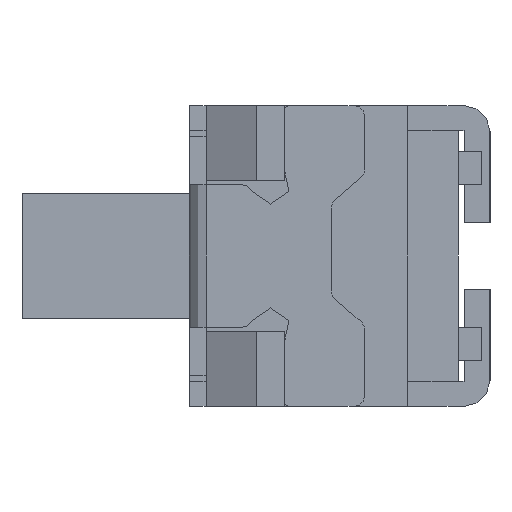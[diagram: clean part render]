
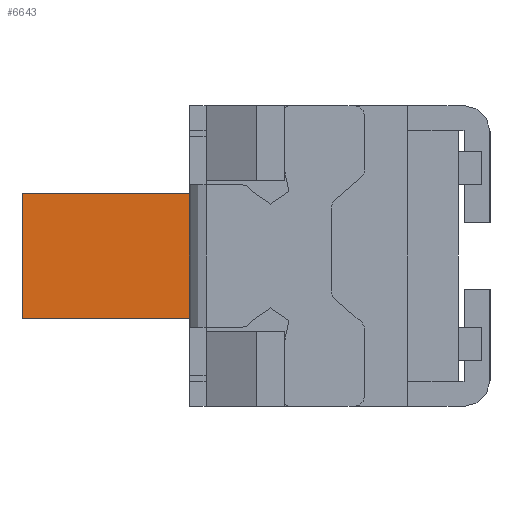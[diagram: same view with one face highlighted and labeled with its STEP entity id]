
A CAD part, left-side view. The second image highlights one B-rep face of the part: STEP entity #6643.
In plain terms, the highlighted planar face has unit normal (-1, 0, 0).
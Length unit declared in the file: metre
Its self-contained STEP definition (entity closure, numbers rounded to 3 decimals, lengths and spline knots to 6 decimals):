
#481=FACE_OUTER_BOUND('',#850,.T.);
#850=EDGE_LOOP('',(#4999,#5000,#5001,#5002));
#1561=LINE('',#10242,#2379);
#1562=LINE('',#10244,#2380);
#1563=LINE('',#10246,#2381);
#1564=LINE('',#10247,#2382);
#2379=VECTOR('',#8136,1.);
#2380=VECTOR('',#8137,1.);
#2381=VECTOR('',#8138,1.);
#2382=VECTOR('',#8139,1.);
#3150=VERTEX_POINT('',#10240);
#3151=VERTEX_POINT('',#10241);
#3152=VERTEX_POINT('',#10243);
#3153=VERTEX_POINT('',#10245);
#3876=EDGE_CURVE('',#3150,#3151,#1561,.T.);
#3877=EDGE_CURVE('',#3152,#3151,#1562,.T.);
#3878=EDGE_CURVE('',#3153,#3152,#1563,.T.);
#3879=EDGE_CURVE('',#3153,#3150,#1564,.T.);
#4999=ORIENTED_EDGE('',*,*,#3876,.T.);
#5000=ORIENTED_EDGE('',*,*,#3877,.F.);
#5001=ORIENTED_EDGE('',*,*,#3878,.F.);
#5002=ORIENTED_EDGE('',*,*,#3879,.T.);
#6341=PLANE('',#7069);
#6643=ADVANCED_FACE('',(#481),#6341,.T.);
#7069=AXIS2_PLACEMENT_3D('',#10239,#8134,#8135);
#8134=DIRECTION('center_axis',(-1.,0.,0.));
#8135=DIRECTION('ref_axis',(0.,0.,1.));
#8136=DIRECTION('',(0.,1.,0.));
#8137=DIRECTION('',(0.,0.,1.));
#8138=DIRECTION('',(0.,1.,0.));
#8139=DIRECTION('',(0.,0.,1.));
#10239=CARTESIAN_POINT('Origin',(-0.00275,0.002763,
-0.00075));
#10240=CARTESIAN_POINT('',(-0.00275,0.002763,0.00075));
#10241=CARTESIAN_POINT('',(-0.00275,0.00522,0.00075));
#10242=CARTESIAN_POINT('',(-0.00275,0.002763,0.00075));
#10243=CARTESIAN_POINT('',(-0.00275,0.00522,-0.00075));
#10244=CARTESIAN_POINT('',(-0.00275,0.00522,-0.00075));
#10245=CARTESIAN_POINT('',(-0.00275,0.002763,-0.00075));
#10246=CARTESIAN_POINT('',(-0.00275,0.002763,-0.00075));
#10247=CARTESIAN_POINT('',(-0.00275,0.002763,-0.00075));
